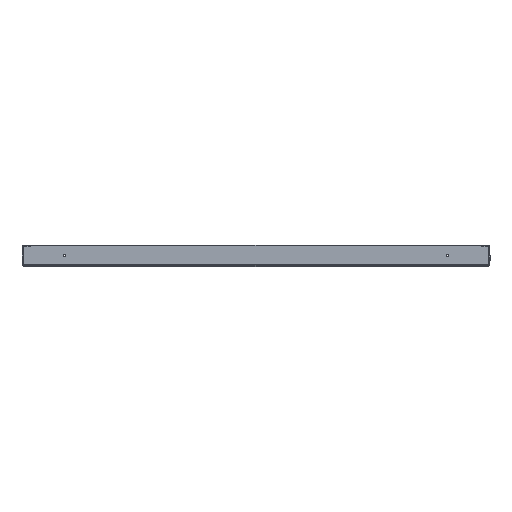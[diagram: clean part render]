
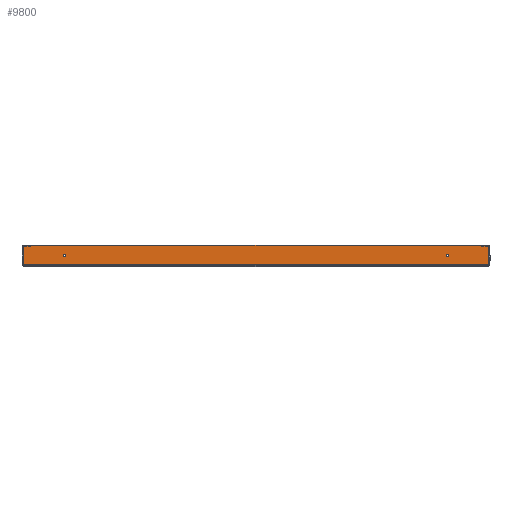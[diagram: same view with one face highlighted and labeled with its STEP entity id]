
A CAD part, front view. The second image highlights one B-rep face of the part: STEP entity #9800.
In plain terms, the highlighted planar face has unit normal (0, -1, 0).
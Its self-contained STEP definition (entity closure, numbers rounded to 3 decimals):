
#57 = CARTESIAN_POINT ( 'NONE',  ( -546.929, -900., 0. ) ) ;
#677 = ORIENTED_EDGE ( 'NONE', *, *, #46914, .T. ) ;
#930 = DIRECTION ( 'NONE',  ( -1., 0., 0. ) ) ;
#1216 = LINE ( 'NONE', #5708, #53180 ) ;
#1375 = DIRECTION ( 'NONE',  ( 0., 0., 1. ) ) ;
#2129 = ORIENTED_EDGE ( 'NONE', *, *, #30522, .F. ) ;
#3063 = CARTESIAN_POINT ( 'NONE',  ( 450., -900., 26.5 ) ) ;
#4037 = AXIS2_PLACEMENT_3D ( 'NONE', #33532, #42514, #1375 ) ;
#5185 = VERTEX_POINT ( 'NONE', #3063 ) ;
#5368 = FACE_BOUND ( 'NONE', #33200, .T. ) ;
#5708 = CARTESIAN_POINT ( 'NONE',  ( 546.929, -900., 0. ) ) ;
#5863 = EDGE_CURVE ( 'NONE', #36443, #43736, #25142, .T. ) ;
#6000 = DIRECTION ( 'NONE',  ( 0., 0., 1. ) ) ;
#6875 = CARTESIAN_POINT ( 'NONE',  ( 546.929, -900., 46. ) ) ;
#6959 = VECTOR ( 'NONE', #18086, 1000. ) ;
#7137 = VERTEX_POINT ( 'NONE', #46033 ) ;
#8071 = EDGE_CURVE ( 'NONE', #5185, #14508, #43351, .T. ) ;
#9800 = ADVANCED_FACE ( 'NONE', ( #28226, #5368, #9893 ), #46521, .F. ) ;
#9893 = FACE_OUTER_BOUND ( 'NONE', #43580, .T. ) ;
#9914 = VECTOR ( 'NONE', #53263, 1000. ) ;
#10844 = AXIS2_PLACEMENT_3D ( 'NONE', #34803, #26379, #44673 ) ;
#12430 = VERTEX_POINT ( 'NONE', #6875 ) ;
#12512 = ORIENTED_EDGE ( 'NONE', *, *, #29910, .T. ) ;
#12626 = DIRECTION ( 'NONE',  ( 0., 1., 0. ) ) ;
#12969 = CARTESIAN_POINT ( 'NONE',  ( 546.929, -900., 3. ) ) ;
#13106 = DIRECTION ( 'NONE',  ( 0., 0., 1. ) ) ;
#13208 = ORIENTED_EDGE ( 'NONE', *, *, #18861, .F. ) ;
#14508 = VERTEX_POINT ( 'NONE', #43603 ) ;
#14963 = CARTESIAN_POINT ( 'NONE',  ( 545.929, -900., 46. ) ) ;
#15536 = EDGE_CURVE ( 'NONE', #14508, #5185, #37760, .T. ) ;
#15635 = EDGE_LOOP ( 'NONE', ( #677, #43698 ) ) ;
#16482 = VERTEX_POINT ( 'NONE', #51198 ) ;
#17172 = CARTESIAN_POINT ( 'NONE',  ( -550., -900., 3. ) ) ;
#18086 = DIRECTION ( 'NONE',  ( 0., 0., 1. ) ) ;
#18292 = DIRECTION ( 'NONE',  ( 0., 0., 1. ) ) ;
#18861 = EDGE_CURVE ( 'NONE', #48754, #16482, #45981, .T. ) ;
#20569 = CIRCLE ( 'NONE', #37854, 3. ) ;
#23703 = DIRECTION ( 'NONE',  ( 0., 1., 0. ) ) ;
#24353 = AXIS2_PLACEMENT_3D ( 'NONE', #14963, #33301, #28791 ) ;
#24363 = ORIENTED_EDGE ( 'NONE', *, *, #33606, .T. ) ;
#24928 = ORIENTED_EDGE ( 'NONE', *, *, #15536, .T. ) ;
#25142 = CIRCLE ( 'NONE', #28996, 3. ) ;
#26270 = ORIENTED_EDGE ( 'NONE', *, *, #40373, .T. ) ;
#26379 = DIRECTION ( 'NONE',  ( 0., -1., 0. ) ) ;
#26835 = VERTEX_POINT ( 'NONE', #35476 ) ;
#26840 = ORIENTED_EDGE ( 'NONE', *, *, #8071, .T. ) ;
#27437 = ORIENTED_EDGE ( 'NONE', *, *, #56615, .T. ) ;
#28226 = FACE_BOUND ( 'NONE', #15635, .T. ) ;
#28791 = DIRECTION ( 'NONE',  ( 0., 0., 1. ) ) ;
#28996 = AXIS2_PLACEMENT_3D ( 'NONE', #35453, #12626, #42036 ) ;
#29910 = EDGE_CURVE ( 'NONE', #7137, #26835, #32919, .T. ) ;
#30014 = AXIS2_PLACEMENT_3D ( 'NONE', #54931, #50116, #18292 ) ;
#30522 = EDGE_CURVE ( 'NONE', #16482, #26835, #41198, .T. ) ;
#30848 = CARTESIAN_POINT ( 'NONE',  ( -450., -900., 23.5 ) ) ;
#32919 = CIRCLE ( 'NONE', #10844, 1. ) ;
#33200 = EDGE_LOOP ( 'NONE', ( #24928, #26840 ) ) ;
#33301 = DIRECTION ( 'NONE',  ( 0., -1., 0. ) ) ;
#33532 = CARTESIAN_POINT ( 'NONE',  ( 450., -900., 23.5 ) ) ;
#33606 = EDGE_CURVE ( 'NONE', #58942, #7137, #34966, .T. ) ;
#33839 = AXIS2_PLACEMENT_3D ( 'NONE', #51615, #23703, #55543 ) ;
#34803 = CARTESIAN_POINT ( 'NONE',  ( -545.929, -900., 46. ) ) ;
#34966 = LINE ( 'NONE', #57781, #9914 ) ;
#35453 = CARTESIAN_POINT ( 'NONE',  ( -450., -900., 23.5 ) ) ;
#35476 = CARTESIAN_POINT ( 'NONE',  ( -546.929, -900., 46. ) ) ;
#36443 = VERTEX_POINT ( 'NONE', #38833 ) ;
#37760 = CIRCLE ( 'NONE', #30014, 3. ) ;
#37854 = AXIS2_PLACEMENT_3D ( 'NONE', #30848, #54539, #13106 ) ;
#38833 = CARTESIAN_POINT ( 'NONE',  ( -450., -900., 26.5 ) ) ;
#40373 = EDGE_CURVE ( 'NONE', #12430, #58942, #50227, .T. ) ;
#41198 = LINE ( 'NONE', #57, #6959 ) ;
#42036 = DIRECTION ( 'NONE',  ( 0., 0., 1. ) ) ;
#42514 = DIRECTION ( 'NONE',  ( 0., 1., 0. ) ) ;
#43351 = CIRCLE ( 'NONE', #4037, 3. ) ;
#43580 = EDGE_LOOP ( 'NONE', ( #24363, #12512, #2129, #13208, #27437, #26270 ) ) ;
#43603 = CARTESIAN_POINT ( 'NONE',  ( 450., -900., 20.5 ) ) ;
#43698 = ORIENTED_EDGE ( 'NONE', *, *, #5863, .T. ) ;
#43736 = VERTEX_POINT ( 'NONE', #54229 ) ;
#44673 = DIRECTION ( 'NONE',  ( 0., 0., 1. ) ) ;
#45981 = LINE ( 'NONE', #17172, #52989 ) ;
#46033 = CARTESIAN_POINT ( 'NONE',  ( -545.929, -900., 47. ) ) ;
#46521 = PLANE ( 'NONE',  #33839 ) ;
#46914 = EDGE_CURVE ( 'NONE', #43736, #36443, #20569, .T. ) ;
#48626 = CARTESIAN_POINT ( 'NONE',  ( 545.929, -900., 47. ) ) ;
#48754 = VERTEX_POINT ( 'NONE', #12969 ) ;
#50116 = DIRECTION ( 'NONE',  ( 0., 1., 0. ) ) ;
#50227 = CIRCLE ( 'NONE', #24353, 1. ) ;
#51198 = CARTESIAN_POINT ( 'NONE',  ( -546.929, -900., 3. ) ) ;
#51615 = CARTESIAN_POINT ( 'NONE',  ( 0., -900., 0. ) ) ;
#52989 = VECTOR ( 'NONE', #930, 1000. ) ;
#53180 = VECTOR ( 'NONE', #6000, 1000. ) ;
#53263 = DIRECTION ( 'NONE',  ( -1., 0., 0. ) ) ;
#54229 = CARTESIAN_POINT ( 'NONE',  ( -450., -900., 20.5 ) ) ;
#54539 = DIRECTION ( 'NONE',  ( 0., 1., 0. ) ) ;
#54931 = CARTESIAN_POINT ( 'NONE',  ( 450., -900., 23.5 ) ) ;
#55543 = DIRECTION ( 'NONE',  ( 0., 0., 1. ) ) ;
#56615 = EDGE_CURVE ( 'NONE', #48754, #12430, #1216, .T. ) ;
#57781 = CARTESIAN_POINT ( 'NONE',  ( 0., -900., 47. ) ) ;
#58942 = VERTEX_POINT ( 'NONE', #48626 ) ;
